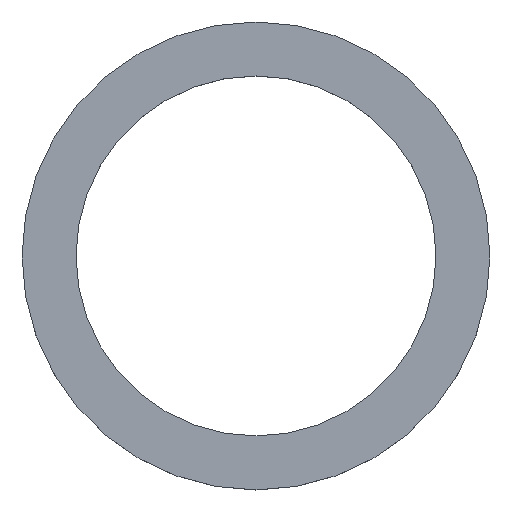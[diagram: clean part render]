
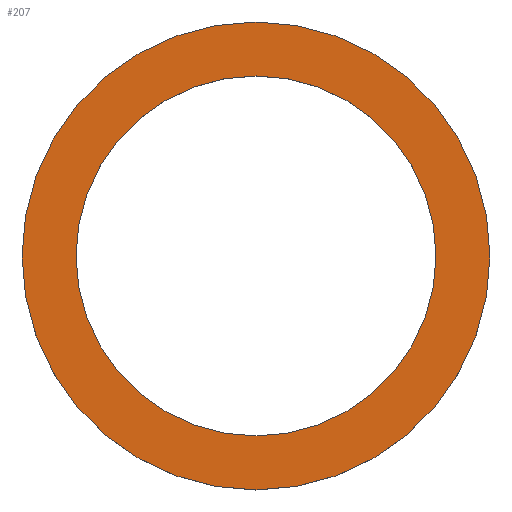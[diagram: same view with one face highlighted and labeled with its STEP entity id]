
A CAD part, top view. The second image highlights one B-rep face of the part: STEP entity #207.
In plain terms, the highlighted planar face has unit normal (0, 0, 1).
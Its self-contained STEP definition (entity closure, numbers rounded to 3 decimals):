
#2 = CIRCLE ( 'NONE', #40, 13. ) ;
#6 = VERTEX_POINT ( 'NONE', #41 ) ;
#8 = DIRECTION ( 'NONE',  ( 1., 0., 0. ) ) ;
#11 = ORIENTED_EDGE ( 'NONE', *, *, #38, .F. ) ;
#25 = CARTESIAN_POINT ( 'NONE',  ( 0., 0., 2. ) ) ;
#34 = CARTESIAN_POINT ( 'NONE',  ( 0., 0., 2. ) ) ;
#38 = EDGE_CURVE ( 'NONE', #88, #115, #158, .T. ) ;
#40 = AXIS2_PLACEMENT_3D ( 'NONE', #70, #87, #72 ) ;
#41 = CARTESIAN_POINT ( 'NONE',  ( -13., 0., 2. ) ) ;
#50 = CARTESIAN_POINT ( 'NONE',  ( 0., 0., 2. ) ) ;
#55 = EDGE_CURVE ( 'NONE', #6, #56, #2, .T. ) ;
#56 = VERTEX_POINT ( 'NONE', #58 ) ;
#58 = CARTESIAN_POINT ( 'NONE',  ( 13., 0., 2. ) ) ;
#60 = DIRECTION ( 'NONE',  ( 1., 0., 0. ) ) ;
#63 = ORIENTED_EDGE ( 'NONE', *, *, #143, .T. ) ;
#65 = AXIS2_PLACEMENT_3D ( 'NONE', #25, #210, #60 ) ;
#70 = CARTESIAN_POINT ( 'NONE',  ( 0., 0., 2. ) ) ;
#72 = DIRECTION ( 'NONE',  ( 1., 0., 0. ) ) ;
#83 = AXIS2_PLACEMENT_3D ( 'NONE', #50, #141, #8 ) ;
#87 = DIRECTION ( 'NONE',  ( 0., 0., 1. ) ) ;
#88 = VERTEX_POINT ( 'NONE', #206 ) ;
#89 = ORIENTED_EDGE ( 'NONE', *, *, #116, .F. ) ;
#91 = DIRECTION ( 'NONE',  ( 1., 0., 0. ) ) ;
#93 = EDGE_LOOP ( 'NONE', ( #151, #63 ) ) ;
#107 = DIRECTION ( 'NONE',  ( 0., 0., 1. ) ) ;
#109 = CARTESIAN_POINT ( 'NONE',  ( -10., 0., 2. ) ) ;
#111 = FACE_BOUND ( 'NONE', #126, .T. ) ;
#114 = AXIS2_PLACEMENT_3D ( 'NONE', #123, #107, #91 ) ;
#115 = VERTEX_POINT ( 'NONE', #109 ) ;
#116 = EDGE_CURVE ( 'NONE', #115, #88, #169, .T. ) ;
#123 = CARTESIAN_POINT ( 'NONE',  ( 0., 0., 2. ) ) ;
#126 = EDGE_LOOP ( 'NONE', ( #89, #11 ) ) ;
#131 = PLANE ( 'NONE',  #83 ) ;
#132 = DIRECTION ( 'NONE',  ( 1., 0., 0. ) ) ;
#138 = DIRECTION ( 'NONE',  ( 0., 0., 1. ) ) ;
#139 = FACE_OUTER_BOUND ( 'NONE', #93, .T. ) ;
#141 = DIRECTION ( 'NONE',  ( 0., 0., 1. ) ) ;
#143 = EDGE_CURVE ( 'NONE', #56, #6, #205, .T. ) ;
#148 = AXIS2_PLACEMENT_3D ( 'NONE', #34, #138, #132 ) ;
#151 = ORIENTED_EDGE ( 'NONE', *, *, #55, .T. ) ;
#158 = CIRCLE ( 'NONE', #65, 10. ) ;
#169 = CIRCLE ( 'NONE', #148, 10. ) ;
#205 = CIRCLE ( 'NONE', #114, 13. ) ;
#206 = CARTESIAN_POINT ( 'NONE',  ( 10., 0., 2. ) ) ;
#207 = ADVANCED_FACE ( 'NONE', ( #139, #111 ), #131, .T. ) ;
#210 = DIRECTION ( 'NONE',  ( 0., 0., 1. ) ) ;
